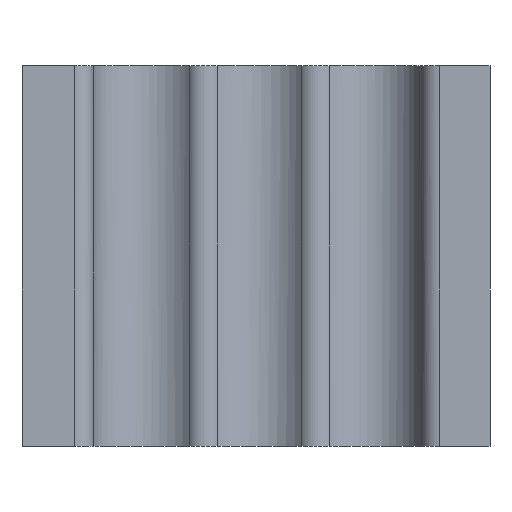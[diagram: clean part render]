
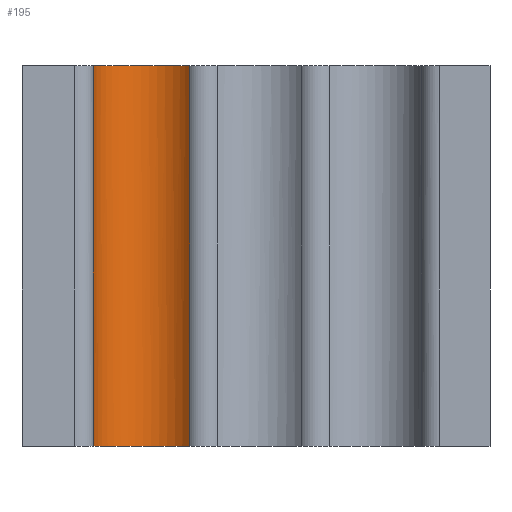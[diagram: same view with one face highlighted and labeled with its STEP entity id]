
A CAD part, top view. The second image highlights one B-rep face of the part: STEP entity #195.
In plain terms, the highlighted cylindrical face has radius 15 mm (diameter 30 mm), a partial arc.
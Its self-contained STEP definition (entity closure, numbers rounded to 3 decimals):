
#70 = CYLINDRICAL_SURFACE('',#71,5.);
#71 = AXIS2_PLACEMENT_3D('',#72,#73,#74);
#72 = CARTESIAN_POINT('',(-48.325,0.,-5.15));
#73 = DIRECTION('',(0.,1.,0.));
#74 = DIRECTION('',(0.,-0.,1.));
#97 = VERTEX_POINT('',#98);
#98 = CARTESIAN_POINT('',(-43.494,-50.,-3.863));
#134 = EDGE_CURVE('',#135,#97,#137,.T.);
#135 = VERTEX_POINT('',#136);
#136 = CARTESIAN_POINT('',(-43.494,50.,-3.863));
#137 = SURFACE_CURVE('',#138,(#141,#147),.PCURVE_S1.);
#138 = B_SPLINE_CURVE_WITH_KNOTS('',1,(#139,#140),.UNSPECIFIED.,.F.,.F.,
  (2,2),(-5.,5.),.PIECEWISE_BEZIER_KNOTS.);
#139 = CARTESIAN_POINT('',(-43.494,50.,-3.863));
#140 = CARTESIAN_POINT('',(-43.494,-50.,-3.863));
#141 = PCURVE('',#70,#142);
#142 = DEFINITIONAL_REPRESENTATION('',(#143),#146);
#143 = B_SPLINE_CURVE_WITH_KNOTS('',1,(#144,#145),.UNSPECIFIED.,.F.,.F.,
  (2,2),(-5.,5.),.PIECEWISE_BEZIER_KNOTS.);
#144 = CARTESIAN_POINT('',(1.31,50.));
#145 = CARTESIAN_POINT('',(1.31,-50.));
#146 = ( GEOMETRIC_REPRESENTATION_CONTEXT(2) 
PARAMETRIC_REPRESENTATION_CONTEXT() REPRESENTATION_CONTEXT('2D SPACE',''
  ) );
#147 = PCURVE('',#148,#153);
#148 = CYLINDRICAL_SURFACE('',#149,15.);
#149 = AXIS2_PLACEMENT_3D('',#150,#151,#152);
#150 = CARTESIAN_POINT('',(-29.,0.,0.));
#151 = DIRECTION('',(0.,1.,0.));
#152 = DIRECTION('',(0.,-0.,1.));
#153 = DEFINITIONAL_REPRESENTATION('',(#154),#157);
#154 = B_SPLINE_CURVE_WITH_KNOTS('',1,(#155,#156),.UNSPECIFIED.,.F.,.F.,
  (2,2),(-5.,5.),.PIECEWISE_BEZIER_KNOTS.);
#155 = CARTESIAN_POINT('',(4.452,50.));
#156 = CARTESIAN_POINT('',(4.452,-50.));
#157 = ( GEOMETRIC_REPRESENTATION_CONTEXT(2) 
PARAMETRIC_REPRESENTATION_CONTEXT() REPRESENTATION_CONTEXT('2D SPACE',''
  ) );
#195 = ADVANCED_FACE('',(#196),#148,.T.);
#196 = FACE_BOUND('',#197,.T.);
#197 = EDGE_LOOP('',(#198,#199,#239,#264));
#198 = ORIENTED_EDGE('',*,*,#134,.F.);
#199 = ORIENTED_EDGE('',*,*,#200,.T.);
#200 = EDGE_CURVE('',#135,#201,#203,.T.);
#201 = VERTEX_POINT('',#202);
#202 = CARTESIAN_POINT('',(-18.125,50.,-10.331));
#203 = SURFACE_CURVE('',#204,(#210),.PCURVE_S1.);
#204 = ( BOUNDED_CURVE() B_SPLINE_CURVE(2,(#205,#206,#207,#208,#209),
.UNSPECIFIED.,.F.,.F.) B_SPLINE_CURVE_WITH_KNOTS((3,2,3),(
-2.121,-1.061,0.),.UNSPECIFIED.) CURVE() 
GEOMETRIC_REPRESENTATION_ITEM() RATIONAL_B_SPLINE_CURVE((1.,
0.863,1.,0.863,1.)) REPRESENTATION_ITEM('') );
#205 = CARTESIAN_POINT('',(-43.494,50.,-3.863));
#206 = CARTESIAN_POINT('',(-41.229,50.,-12.362));
#207 = CARTESIAN_POINT('',(-32.706,50.,-14.535));
#208 = CARTESIAN_POINT('',(-24.183,50.,-16.708));
#209 = CARTESIAN_POINT('',(-18.125,50.,-10.331));
#210 = PCURVE('',#148,#211);
#211 = DEFINITIONAL_REPRESENTATION('',(#212),#238);
#212 = B_SPLINE_CURVE_WITH_KNOTS('',3,(#213,#214,#215,#216,#217,#218,
    #219,#220,#221,#222,#223,#224,#225,#226,#227,#228,#229,#230,#231,
    #232,#233,#234,#235,#236,#237),.UNSPECIFIED.,.F.,.F.,(4,1,1,1,1,1,1,
    1,1,1,1,1,1,1,1,1,1,1,1,1,1,1,4),(-2.121,-2.025,
    -1.929,-1.832,-1.736,-1.639,
    -1.543,-1.446,-1.35,-1.254,
    -1.157,-1.061,-0.964,-0.868,
    -0.771,-0.675,-0.579,-0.482,
    -0.386,-0.289,-0.193,-0.096,
    0.),.UNSPECIFIED.);
#213 = CARTESIAN_POINT('',(4.452,50.));
#214 = CARTESIAN_POINT('',(4.421,50.));
#215 = CARTESIAN_POINT('',(4.359,50.));
#216 = CARTESIAN_POINT('',(4.264,50.));
#217 = CARTESIAN_POINT('',(4.167,50.));
#218 = CARTESIAN_POINT('',(4.07,50.));
#219 = CARTESIAN_POINT('',(3.971,50.));
#220 = CARTESIAN_POINT('',(3.872,50.));
#221 = CARTESIAN_POINT('',(3.774,50.));
#222 = CARTESIAN_POINT('',(3.676,50.));
#223 = CARTESIAN_POINT('',(3.579,50.));
#224 = CARTESIAN_POINT('',(3.484,50.));
#225 = CARTESIAN_POINT('',(3.391,50.));
#226 = CARTESIAN_POINT('',(3.299,50.));
#227 = CARTESIAN_POINT('',(3.203,50.));
#228 = CARTESIAN_POINT('',(3.107,50.));
#229 = CARTESIAN_POINT('',(3.009,50.));
#230 = CARTESIAN_POINT('',(2.91,50.));
#231 = CARTESIAN_POINT('',(2.811,50.));
#232 = CARTESIAN_POINT('',(2.713,50.));
#233 = CARTESIAN_POINT('',(2.615,50.));
#234 = CARTESIAN_POINT('',(2.518,50.));
#235 = CARTESIAN_POINT('',(2.423,50.));
#236 = CARTESIAN_POINT('',(2.361,50.));
#237 = CARTESIAN_POINT('',(2.331,50.));
#238 = ( GEOMETRIC_REPRESENTATION_CONTEXT(2) 
PARAMETRIC_REPRESENTATION_CONTEXT() REPRESENTATION_CONTEXT('2D SPACE',''
  ) );
#239 = ORIENTED_EDGE('',*,*,#240,.T.);
#240 = EDGE_CURVE('',#201,#241,#243,.T.);
#241 = VERTEX_POINT('',#242);
#242 = CARTESIAN_POINT('',(-18.125,-50.,-10.331));
#243 = SURFACE_CURVE('',#244,(#247,#253),.PCURVE_S1.);
#244 = B_SPLINE_CURVE_WITH_KNOTS('',1,(#245,#246),.UNSPECIFIED.,.F.,.F.,
  (2,2),(-5.,5.),.PIECEWISE_BEZIER_KNOTS.);
#245 = CARTESIAN_POINT('',(-18.125,50.,-10.331));
#246 = CARTESIAN_POINT('',(-18.125,-50.,-10.331));
#247 = PCURVE('',#148,#248);
#248 = DEFINITIONAL_REPRESENTATION('',(#249),#252);
#249 = B_SPLINE_CURVE_WITH_KNOTS('',1,(#250,#251),.UNSPECIFIED.,.F.,.F.,
  (2,2),(-5.,5.),.PIECEWISE_BEZIER_KNOTS.);
#250 = CARTESIAN_POINT('',(2.331,50.));
#251 = CARTESIAN_POINT('',(2.331,-50.));
#252 = ( GEOMETRIC_REPRESENTATION_CONTEXT(2) 
PARAMETRIC_REPRESENTATION_CONTEXT() REPRESENTATION_CONTEXT('2D SPACE',''
  ) );
#253 = PCURVE('',#254,#259);
#254 = CYLINDRICAL_SURFACE('',#255,5.);
#255 = AXIS2_PLACEMENT_3D('',#256,#257,#258);
#256 = CARTESIAN_POINT('',(-14.5,0.,-13.775));
#257 = DIRECTION('',(0.,1.,0.));
#258 = DIRECTION('',(0.,-0.,1.));
#259 = DEFINITIONAL_REPRESENTATION('',(#260),#263);
#260 = B_SPLINE_CURVE_WITH_KNOTS('',1,(#261,#262),.UNSPECIFIED.,.F.,.F.,
  (2,2),(-5.,5.),.PIECEWISE_BEZIER_KNOTS.);
#261 = CARTESIAN_POINT('',(5.472,50.));
#262 = CARTESIAN_POINT('',(5.472,-50.));
#263 = ( GEOMETRIC_REPRESENTATION_CONTEXT(2) 
PARAMETRIC_REPRESENTATION_CONTEXT() REPRESENTATION_CONTEXT('2D SPACE',''
  ) );
#264 = ORIENTED_EDGE('',*,*,#265,.T.);
#265 = EDGE_CURVE('',#241,#97,#266,.T.);
#266 = SURFACE_CURVE('',#267,(#273),.PCURVE_S1.);
#267 = ( BOUNDED_CURVE() B_SPLINE_CURVE(2,(#268,#269,#270,#271,#272),
.UNSPECIFIED.,.F.,.F.) B_SPLINE_CURVE_WITH_KNOTS((3,2,3),(0.,
1.061,2.121),.UNSPECIFIED.) CURVE() 
GEOMETRIC_REPRESENTATION_ITEM() RATIONAL_B_SPLINE_CURVE((1.,
0.863,1.,0.863,1.)) REPRESENTATION_ITEM('') );
#268 = CARTESIAN_POINT('',(-18.125,-50.,-10.331));
#269 = CARTESIAN_POINT('',(-24.183,-50.,-16.708));
#270 = CARTESIAN_POINT('',(-32.706,-50.,-14.535));
#271 = CARTESIAN_POINT('',(-41.229,-50.,-12.362));
#272 = CARTESIAN_POINT('',(-43.494,-50.,-3.863));
#273 = PCURVE('',#148,#274);
#274 = DEFINITIONAL_REPRESENTATION('',(#275),#301);
#275 = B_SPLINE_CURVE_WITH_KNOTS('',3,(#276,#277,#278,#279,#280,#281,
    #282,#283,#284,#285,#286,#287,#288,#289,#290,#291,#292,#293,#294,
    #295,#296,#297,#298,#299,#300),.UNSPECIFIED.,.F.,.F.,(4,1,1,1,1,1,1,
    1,1,1,1,1,1,1,1,1,1,1,1,1,1,1,4),(0.,0.096,
    0.193,0.289,0.386,0.482,
    0.579,0.675,0.771,0.868,
    0.964,1.061,1.157,1.254,
    1.35,1.446,1.543,1.639,
    1.736,1.832,1.929,2.025,
    2.121),.UNSPECIFIED.);
#276 = CARTESIAN_POINT('',(2.331,-50.));
#277 = CARTESIAN_POINT('',(2.361,-50.));
#278 = CARTESIAN_POINT('',(2.423,-50.));
#279 = CARTESIAN_POINT('',(2.518,-50.));
#280 = CARTESIAN_POINT('',(2.615,-50.));
#281 = CARTESIAN_POINT('',(2.713,-50.));
#282 = CARTESIAN_POINT('',(2.811,-50.));
#283 = CARTESIAN_POINT('',(2.91,-50.));
#284 = CARTESIAN_POINT('',(3.009,-50.));
#285 = CARTESIAN_POINT('',(3.107,-50.));
#286 = CARTESIAN_POINT('',(3.203,-50.));
#287 = CARTESIAN_POINT('',(3.299,-50.));
#288 = CARTESIAN_POINT('',(3.391,-50.));
#289 = CARTESIAN_POINT('',(3.484,-50.));
#290 = CARTESIAN_POINT('',(3.579,-50.));
#291 = CARTESIAN_POINT('',(3.676,-50.));
#292 = CARTESIAN_POINT('',(3.774,-50.));
#293 = CARTESIAN_POINT('',(3.872,-50.));
#294 = CARTESIAN_POINT('',(3.971,-50.));
#295 = CARTESIAN_POINT('',(4.07,-50.));
#296 = CARTESIAN_POINT('',(4.167,-50.));
#297 = CARTESIAN_POINT('',(4.264,-50.));
#298 = CARTESIAN_POINT('',(4.359,-50.));
#299 = CARTESIAN_POINT('',(4.421,-50.));
#300 = CARTESIAN_POINT('',(4.452,-50.));
#301 = ( GEOMETRIC_REPRESENTATION_CONTEXT(2) 
PARAMETRIC_REPRESENTATION_CONTEXT() REPRESENTATION_CONTEXT('2D SPACE',''
  ) );
